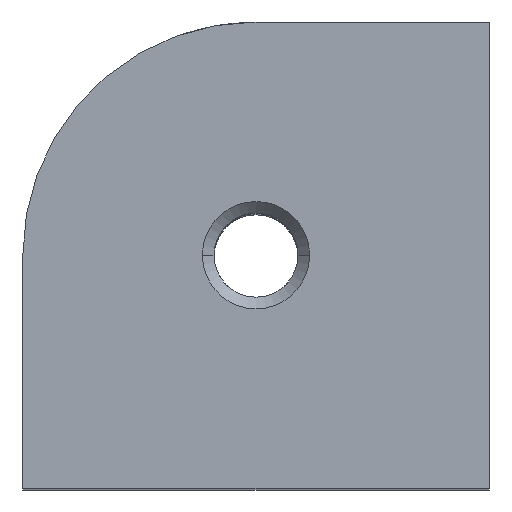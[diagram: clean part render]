
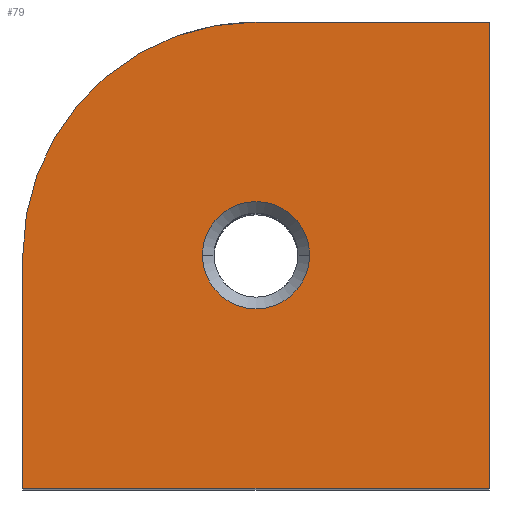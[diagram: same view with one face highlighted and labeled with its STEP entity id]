
A CAD part, top view. The second image highlights one B-rep face of the part: STEP entity #79.
In plain terms, the highlighted planar face has unit normal (0, 0, 1).
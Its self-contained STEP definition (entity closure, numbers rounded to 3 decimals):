
#2 = DIRECTION ( 'NONE',  ( 0., 0., -1. ) ) ;
#6 = AXIS2_PLACEMENT_3D ( 'NONE', #34, #2, #856 ) ;
#14 = CARTESIAN_POINT ( 'NONE',  ( 4.6, 10., 80. ) ) ;
#22 = VERTEX_POINT ( 'NONE', #14 ) ;
#25 = DIRECTION ( 'NONE',  ( -1., 0., 0. ) ) ;
#30 = CIRCLE ( 'NONE', #6, 4.6 ) ;
#34 = CARTESIAN_POINT ( 'NONE',  ( 0., 10., 80. ) ) ;
#51 = CIRCLE ( 'NONE', #954, 20. ) ;
#60 = FACE_OUTER_BOUND ( 'NONE', #137, .T. ) ;
#79 = ADVANCED_FACE ( 'NONE', ( #701, #60 ), #600, .F. ) ;
#100 = ORIENTED_EDGE ( 'NONE', *, *, #373, .T. ) ;
#102 = CARTESIAN_POINT ( 'NONE',  ( -20., -10., 80. ) ) ;
#129 = CARTESIAN_POINT ( 'NONE',  ( 0., 10., 80. ) ) ;
#137 = EDGE_LOOP ( 'NONE', ( #1087, #999, #555, #100, #711 ) ) ;
#202 = DIRECTION ( 'NONE',  ( -1., 0., 0. ) ) ;
#233 = EDGE_CURVE ( 'NONE', #22, #1368, #281, .T. ) ;
#244 = AXIS2_PLACEMENT_3D ( 'NONE', #375, #920, #1250 ) ;
#261 = VECTOR ( 'NONE', #1158, 1000. ) ;
#281 = CIRCLE ( 'NONE', #885, 4.6 ) ;
#300 = LINE ( 'NONE', #720, #261 ) ;
#342 = VERTEX_POINT ( 'NONE', #776 ) ;
#348 = VERTEX_POINT ( 'NONE', #406 ) ;
#373 = EDGE_CURVE ( 'NONE', #348, #509, #403, .T. ) ;
#375 = CARTESIAN_POINT ( 'NONE',  ( 0., 10., 80. ) ) ;
#399 = CARTESIAN_POINT ( 'NONE',  ( 0., 30., 80. ) ) ;
#403 = LINE ( 'NONE', #482, #1369 ) ;
#406 = CARTESIAN_POINT ( 'NONE',  ( -20., 10., 80. ) ) ;
#454 = DIRECTION ( 'NONE',  ( -1., 0., 0. ) ) ;
#470 = VERTEX_POINT ( 'NONE', #1083 ) ;
#474 = CARTESIAN_POINT ( 'NONE',  ( -20., -10., 80. ) ) ;
#482 = CARTESIAN_POINT ( 'NONE',  ( -20., -10., 80. ) ) ;
#509 = VERTEX_POINT ( 'NONE', #102 ) ;
#555 = ORIENTED_EDGE ( 'NONE', *, *, #1146, .T. ) ;
#597 = DIRECTION ( 'NONE',  ( 0., -1., 0. ) ) ;
#600 = PLANE ( 'NONE',  #244 ) ;
#635 = VECTOR ( 'NONE', #202, 1000. ) ;
#665 = DIRECTION ( 'NONE',  ( 0., 0., -1. ) ) ;
#701 = FACE_BOUND ( 'NONE', #971, .T. ) ;
#711 = ORIENTED_EDGE ( 'NONE', *, *, #1302, .T. ) ;
#720 = CARTESIAN_POINT ( 'NONE',  ( 20., 30., 80. ) ) ;
#776 = CARTESIAN_POINT ( 'NONE',  ( 0., 30., 80. ) ) ;
#779 = DIRECTION ( 'NONE',  ( 0., 0., 1. ) ) ;
#856 = DIRECTION ( 'NONE',  ( -1., 0., 0. ) ) ;
#885 = AXIS2_PLACEMENT_3D ( 'NONE', #1214, #665, #25 ) ;
#920 = DIRECTION ( 'NONE',  ( 0., 0., -1. ) ) ;
#937 = CARTESIAN_POINT ( 'NONE',  ( 20., 30., 80. ) ) ;
#954 = AXIS2_PLACEMENT_3D ( 'NONE', #129, #779, #454 ) ;
#958 = CARTESIAN_POINT ( 'NONE',  ( -4.6, 10., 80. ) ) ;
#971 = EDGE_LOOP ( 'NONE', ( #1264, #1026 ) ) ;
#979 = VERTEX_POINT ( 'NONE', #937 ) ;
#999 = ORIENTED_EDGE ( 'NONE', *, *, #1336, .T. ) ;
#1017 = LINE ( 'NONE', #474, #1213 ) ;
#1026 = ORIENTED_EDGE ( 'NONE', *, *, #1130, .T. ) ;
#1083 = CARTESIAN_POINT ( 'NONE',  ( 20., -10., 80. ) ) ;
#1087 = ORIENTED_EDGE ( 'NONE', *, *, #1393, .T. ) ;
#1130 = EDGE_CURVE ( 'NONE', #1368, #22, #30, .T. ) ;
#1146 = EDGE_CURVE ( 'NONE', #342, #348, #51, .T. ) ;
#1158 = DIRECTION ( 'NONE',  ( 0., 1., 0. ) ) ;
#1213 = VECTOR ( 'NONE', #1348, 1000. ) ;
#1214 = CARTESIAN_POINT ( 'NONE',  ( 0., 10., 80. ) ) ;
#1250 = DIRECTION ( 'NONE',  ( -1., 0., 0. ) ) ;
#1264 = ORIENTED_EDGE ( 'NONE', *, *, #233, .T. ) ;
#1293 = LINE ( 'NONE', #399, #635 ) ;
#1302 = EDGE_CURVE ( 'NONE', #509, #470, #1017, .T. ) ;
#1336 = EDGE_CURVE ( 'NONE', #979, #342, #1293, .T. ) ;
#1348 = DIRECTION ( 'NONE',  ( 1., 0., 0. ) ) ;
#1368 = VERTEX_POINT ( 'NONE', #958 ) ;
#1369 = VECTOR ( 'NONE', #597, 1000. ) ;
#1393 = EDGE_CURVE ( 'NONE', #470, #979, #300, .T. ) ;
